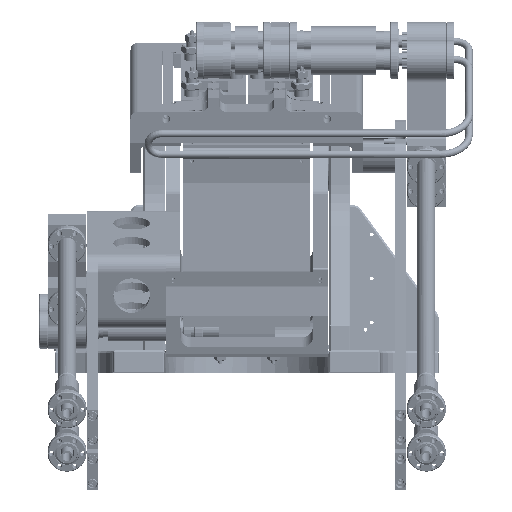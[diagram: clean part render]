
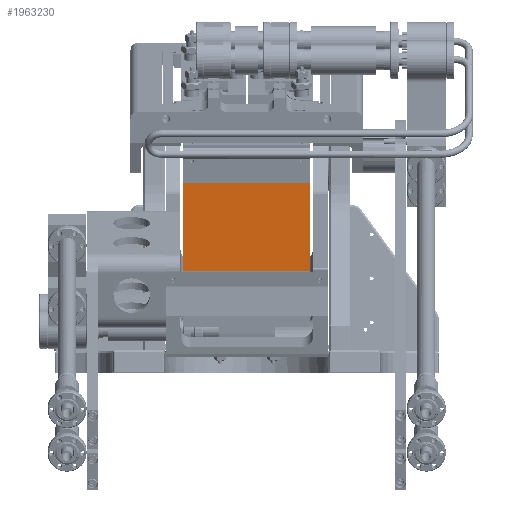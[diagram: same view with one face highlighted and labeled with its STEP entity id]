
A CAD part, top view. The second image highlights one B-rep face of the part: STEP entity #1963230.
In plain terms, the highlighted face is planar.
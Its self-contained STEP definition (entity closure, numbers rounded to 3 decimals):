
#1955700=CARTESIAN_POINT('',(-56.,0.241,82.317));
#1955710=VERTEX_POINT('',#1955700);
#1955860=CARTESIAN_POINT('',(54.,0.241,82.317));
#1955870=VERTEX_POINT('',#1955860);
#1955900=CARTESIAN_POINT('',(-53.5,0.241,82.317));
#1955910=DIRECTION('',(-1.,0.,0.));
#1955920=VECTOR('',#1955910,1.);
#1955930=LINE('',#1955900,#1955920);
#1955940=EDGE_CURVE('',#1955870,#1955710,#1955930,.T.);
#1962930=CARTESIAN_POINT('',(-14.,4.599,32.507));
#1962940=DIRECTION('',(0.,-0.996,
-0.087));
#1962950=DIRECTION('',(0.,0.087,
-0.996));
#1962960=AXIS2_PLACEMENT_3D('',#1962930,#1962940,#1962950);
#1962970=PLANE('',#1962960);
#1962980=CARTESIAN_POINT('',(54.,7.443,0.))
;
#1962990=DIRECTION('',(0.,0.087,
-0.996));
#1963000=VECTOR('',#1962990,1.);
#1963010=LINE('',#1962980,#1963000);
#1963020=CARTESIAN_POINT('',(54.,-34.622,480.795));
#1963030=VERTEX_POINT('',#1963020);
#1963040=EDGE_CURVE('',#1963030,#1955870,#1963010,.T.);
#1963050=ORIENTED_EDGE('',*,*,#1963040,.T.);
#1963060=CARTESIAN_POINT('',(49.5,-34.622,480.795));
#1963070=DIRECTION('',(1.,0.,0.));
#1963080=VECTOR('',#1963070,1.);
#1963090=LINE('',#1963060,#1963080);
#1963100=CARTESIAN_POINT('',(-56.,-34.622,480.795));
#1963110=VERTEX_POINT('',#1963100);
#1963120=EDGE_CURVE('',#1963110,#1963030,#1963090,.T.);
#1963130=ORIENTED_EDGE('',*,*,#1963120,.T.);
#1963140=CARTESIAN_POINT('',(-56.,7.443,0.
));
#1963150=DIRECTION('',(0.,0.087,
-0.996));
#1963160=VECTOR('',#1963150,1.);
#1963170=LINE('',#1963140,#1963160);
#1963180=EDGE_CURVE('',#1963110,#1955710,#1963170,.T.);
#1963190=ORIENTED_EDGE('',*,*,#1963180,.F.);
#1963200=ORIENTED_EDGE('',*,*,#1955940,.T.);
#1963210=EDGE_LOOP('',(#1963200,#1963190,#1963130,#1963050));
#1963220=FACE_OUTER_BOUND('',#1963210,.T.);
#1963230=ADVANCED_FACE('',(#1963220),#1962970,.F.);
